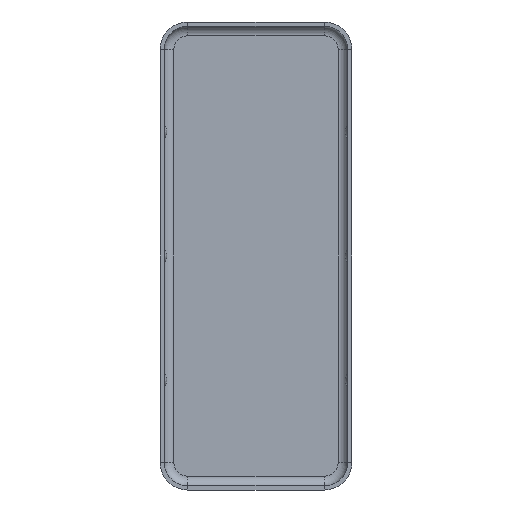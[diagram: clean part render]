
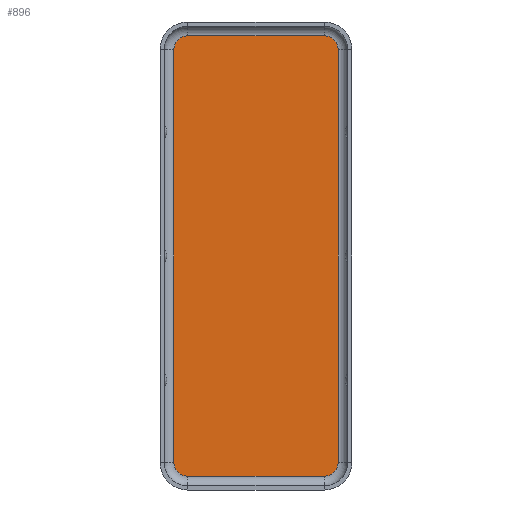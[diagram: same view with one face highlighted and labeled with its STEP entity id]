
A CAD part, front view. The second image highlights one B-rep face of the part: STEP entity #896.
In plain terms, the highlighted planar face has unit normal (0, -1, 0).
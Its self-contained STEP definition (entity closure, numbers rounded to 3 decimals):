
#6 = EDGE_CURVE ( 'NONE', #1404, #338, #1399, .T. ) ;
#19 = EDGE_CURVE ( 'NONE', #611, #67, #390, .T. ) ;
#24 = ORIENTED_EDGE ( 'NONE', *, *, #1244, .F. ) ;
#67 = VERTEX_POINT ( 'NONE', #142 ) ;
#121 = DIRECTION ( 'NONE',  ( 0., 1., 0. ) ) ;
#134 = DIRECTION ( 'NONE',  ( -1., 0., 0. ) ) ;
#135 = VERTEX_POINT ( 'NONE', #320 ) ;
#141 = DIRECTION ( 'NONE',  ( 0., -1., 0. ) ) ;
#142 = CARTESIAN_POINT ( 'NONE',  ( -4.95, 0., -15.95 ) ) ;
#147 = CARTESIAN_POINT ( 'NONE',  ( -5.95, 0., -14.95 ) ) ;
#148 = CARTESIAN_POINT ( 'NONE',  ( 4.95, 0., 14.95 ) ) ;
#189 = CIRCLE ( 'NONE', #468, 1. ) ;
#193 = DIRECTION ( 'NONE',  ( 0., -1., 0. ) ) ;
#202 = ORIENTED_EDGE ( 'NONE', *, *, #6, .T. ) ;
#209 = LINE ( 'NONE', #1174, #1632 ) ;
#216 = AXIS2_PLACEMENT_3D ( 'NONE', #914, #193, #772 ) ;
#245 = ORIENTED_EDGE ( 'NONE', *, *, #831, .F. ) ;
#281 = CARTESIAN_POINT ( 'NONE',  ( 4.95, 0., -15.95 ) ) ;
#301 = CIRCLE ( 'NONE', #1839, 1. ) ;
#317 = DIRECTION ( 'NONE',  ( 0., 0., -1. ) ) ;
#320 = CARTESIAN_POINT ( 'NONE',  ( 4.95, 0., 15.95 ) ) ;
#331 = CARTESIAN_POINT ( 'NONE',  ( 5.95, 0., 14.95 ) ) ;
#338 = VERTEX_POINT ( 'NONE', #147 ) ;
#349 = CARTESIAN_POINT ( 'NONE',  ( 4.95, 0., 15.95 ) ) ;
#390 = LINE ( 'NONE', #713, #680 ) ;
#414 = DIRECTION ( 'NONE',  ( 0., -1., 0. ) ) ;
#429 = EDGE_LOOP ( 'NONE', ( #1592, #1056, #245, #1351, #1110, #24, #202, #1584 ) ) ;
#443 = CARTESIAN_POINT ( 'NONE',  ( -4.95, 0., 15.95 ) ) ;
#468 = AXIS2_PLACEMENT_3D ( 'NONE', #553, #414, #973 ) ;
#553 = CARTESIAN_POINT ( 'NONE',  ( -4.95, 0., -14.95 ) ) ;
#611 = VERTEX_POINT ( 'NONE', #281 ) ;
#636 = EDGE_CURVE ( 'NONE', #1180, #135, #1792, .T. ) ;
#667 = VERTEX_POINT ( 'NONE', #1691 ) ;
#680 = VECTOR ( 'NONE', #134, 1000. ) ;
#713 = CARTESIAN_POINT ( 'NONE',  ( 4.95, 0., -15.95 ) ) ;
#772 = DIRECTION ( 'NONE',  ( 0., 0., -1. ) ) ;
#791 = VECTOR ( 'NONE', #1355, 1000. ) ;
#831 = EDGE_CURVE ( 'NONE', #1180, #667, #209, .T. ) ;
#878 = AXIS2_PLACEMENT_3D ( 'NONE', #148, #141, #1709 ) ;
#896 = ADVANCED_FACE ( 'NONE', ( #1668 ), #1764, .T. ) ;
#900 = DIRECTION ( 'NONE',  ( 0., 1., 0. ) ) ;
#914 = CARTESIAN_POINT ( 'NONE',  ( 4.95, 0., -14.95 ) ) ;
#973 = DIRECTION ( 'NONE',  ( 0., 0., 1. ) ) ;
#1011 = EDGE_CURVE ( 'NONE', #135, #1836, #1533, .T. ) ;
#1056 = ORIENTED_EDGE ( 'NONE', *, *, #1413, .F. ) ;
#1110 = ORIENTED_EDGE ( 'NONE', *, *, #1011, .T. ) ;
#1120 = CARTESIAN_POINT ( 'NONE',  ( 4.95, 0., -14.95 ) ) ;
#1144 = DIRECTION ( 'NONE',  ( 0., 0., -1. ) ) ;
#1174 = CARTESIAN_POINT ( 'NONE',  ( 5.95, 0., 0. ) ) ;
#1180 = VERTEX_POINT ( 'NONE', #331 ) ;
#1182 = DIRECTION ( 'NONE',  ( 0., 0., -1. ) ) ;
#1244 = EDGE_CURVE ( 'NONE', #1404, #1836, #1639, .T. ) ;
#1284 = CARTESIAN_POINT ( 'NONE',  ( -5.95, 0., 0. ) ) ;
#1351 = ORIENTED_EDGE ( 'NONE', *, *, #636, .T. ) ;
#1355 = DIRECTION ( 'NONE',  ( -1., 0., 0. ) ) ;
#1398 = DIRECTION ( 'NONE',  ( 0., 0., 1. ) ) ;
#1399 = LINE ( 'NONE', #1284, #1537 ) ;
#1404 = VERTEX_POINT ( 'NONE', #1661 ) ;
#1413 = EDGE_CURVE ( 'NONE', #667, #611, #301, .T. ) ;
#1468 = CARTESIAN_POINT ( 'NONE',  ( -4.95, 0., 14.95 ) ) ;
#1494 = EDGE_CURVE ( 'NONE', #338, #67, #189, .T. ) ;
#1495 = AXIS2_PLACEMENT_3D ( 'NONE', #1468, #900, #317 ) ;
#1533 = LINE ( 'NONE', #349, #791 ) ;
#1537 = VECTOR ( 'NONE', #1144, 1000. ) ;
#1584 = ORIENTED_EDGE ( 'NONE', *, *, #1494, .T. ) ;
#1592 = ORIENTED_EDGE ( 'NONE', *, *, #19, .F. ) ;
#1632 = VECTOR ( 'NONE', #1182, 1000. ) ;
#1639 = CIRCLE ( 'NONE', #1495, 1. ) ;
#1661 = CARTESIAN_POINT ( 'NONE',  ( -5.95, 0., 14.95 ) ) ;
#1668 = FACE_OUTER_BOUND ( 'NONE', #429, .T. ) ;
#1691 = CARTESIAN_POINT ( 'NONE',  ( 5.95, 0., -14.95 ) ) ;
#1709 = DIRECTION ( 'NONE',  ( 0., 0., -1. ) ) ;
#1764 = PLANE ( 'NONE',  #216 ) ;
#1792 = CIRCLE ( 'NONE', #878, 1. ) ;
#1836 = VERTEX_POINT ( 'NONE', #443 ) ;
#1839 = AXIS2_PLACEMENT_3D ( 'NONE', #1120, #121, #1398 ) ;
